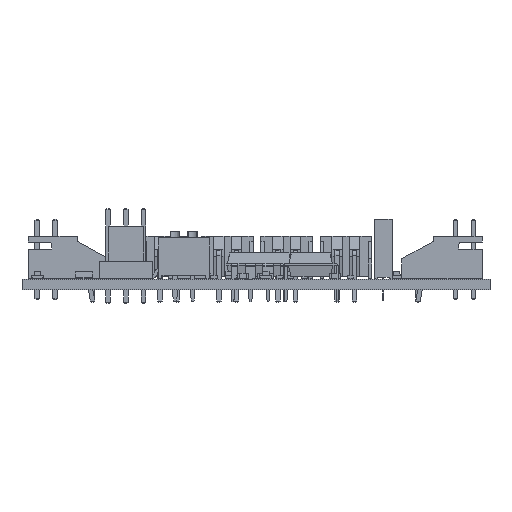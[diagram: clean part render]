
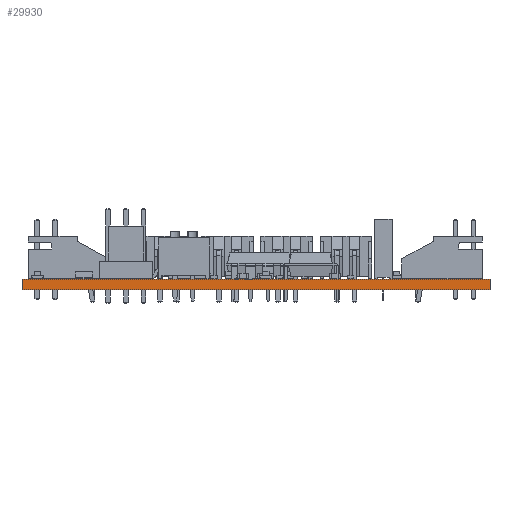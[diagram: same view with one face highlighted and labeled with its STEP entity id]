
A CAD part, front view. The second image highlights one B-rep face of the part: STEP entity #29930.
In plain terms, the highlighted planar face has unit normal (0, -1, 0).
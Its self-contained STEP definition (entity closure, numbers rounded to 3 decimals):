
#29930 = ADVANCED_FACE('',(#29931),#29965,.T.);
#29931 = FACE_BOUND('',#29932,.T.);
#29932 = EDGE_LOOP('',(#29933,#29943,#29951,#29959));
#29933 = ORIENTED_EDGE('',*,*,#29934,.T.);
#29934 = EDGE_CURVE('',#29935,#29937,#29939,.T.);
#29935 = VERTEX_POINT('',#29936);
#29936 = CARTESIAN_POINT('',(183.5,-153.5,0.));
#29937 = VERTEX_POINT('',#29938);
#29938 = CARTESIAN_POINT('',(183.5,-153.5,1.51));
#29939 = LINE('',#29940,#29941);
#29940 = CARTESIAN_POINT('',(183.5,-153.5,0.));
#29941 = VECTOR('',#29942,1.);
#29942 = DIRECTION('',(0.,0.,1.));
#29943 = ORIENTED_EDGE('',*,*,#29944,.T.);
#29944 = EDGE_CURVE('',#29937,#29945,#29947,.T.);
#29945 = VERTEX_POINT('',#29946);
#29946 = CARTESIAN_POINT('',(116.5,-153.5,1.51));
#29947 = LINE('',#29948,#29949);
#29948 = CARTESIAN_POINT('',(183.5,-153.5,1.51));
#29949 = VECTOR('',#29950,1.);
#29950 = DIRECTION('',(-1.,0.,0.));
#29951 = ORIENTED_EDGE('',*,*,#29952,.F.);
#29952 = EDGE_CURVE('',#29953,#29945,#29955,.T.);
#29953 = VERTEX_POINT('',#29954);
#29954 = CARTESIAN_POINT('',(116.5,-153.5,0.));
#29955 = LINE('',#29956,#29957);
#29956 = CARTESIAN_POINT('',(116.5,-153.5,0.));
#29957 = VECTOR('',#29958,1.);
#29958 = DIRECTION('',(0.,0.,1.));
#29959 = ORIENTED_EDGE('',*,*,#29960,.F.);
#29960 = EDGE_CURVE('',#29935,#29953,#29961,.T.);
#29961 = LINE('',#29962,#29963);
#29962 = CARTESIAN_POINT('',(183.5,-153.5,0.));
#29963 = VECTOR('',#29964,1.);
#29964 = DIRECTION('',(-1.,0.,0.));
#29965 = PLANE('',#29966);
#29966 = AXIS2_PLACEMENT_3D('',#29967,#29968,#29969);
#29967 = CARTESIAN_POINT('',(183.5,-153.5,0.));
#29968 = DIRECTION('',(0.,-1.,0.));
#29969 = DIRECTION('',(-1.,0.,0.));
